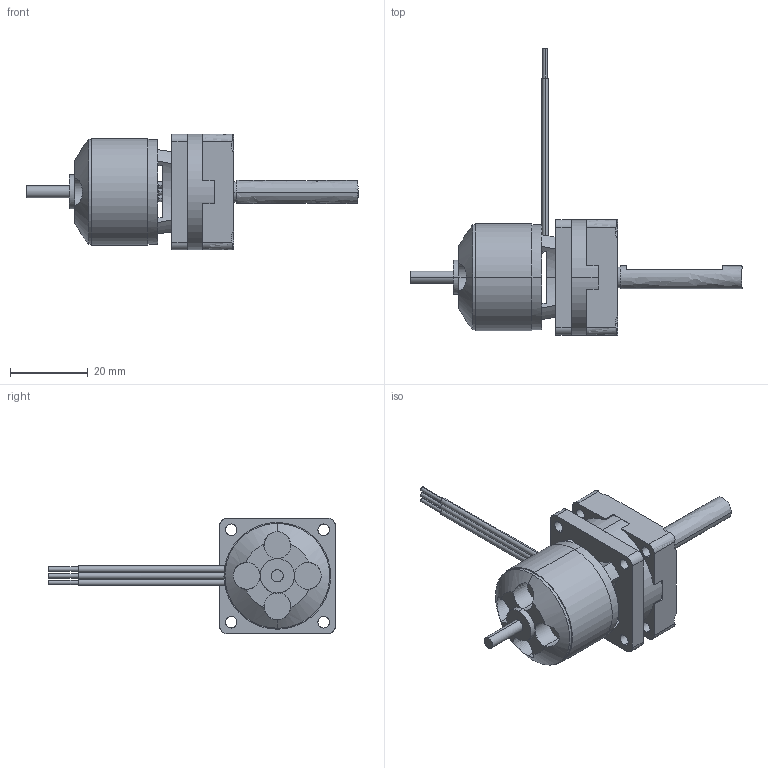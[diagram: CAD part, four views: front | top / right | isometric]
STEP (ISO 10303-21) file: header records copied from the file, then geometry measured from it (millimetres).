
FILE_DESCRIPTION(('FreeCAD Model'),'2;1');
FILE_NAME('Open CASCADE Shape Model','2025-05-02T21:40:21',('FreeCAD'),( 'FreeCAD'),'Open CASCADE STEP processor 7.6','FreeCAD','Unknown');
FILE_SCHEMA(('AUTOMOTIVE_DESIGN { 1 0 10303 214 1 1 1 1 }'));
Length unit declared in the file: millimetre
Products named in the file (1): Open CASCADE STEP translator 7.6 1
Bounding box: 85.24 x 73.57 x 29.69 mm (x, y, z)
Volume: 24199.4 mm3; surface area: 13785.9 mm2
Topology: 8 solids, 8 shells, 316 faces, 834 edges, 534 vertices
Faces by surface type: bspline 316
Entity records: 17861 total; most frequent: CARTESIAN_POINT 13329, ORIENTED_EDGE 1668, EDGE_CURVE 834, VERTEX_POINT 534, FACE_BOUND 366, EDGE_LOOP 366, B_SPLINE_CURVE_WITH_KNOTS 346, ADVANCED_FACE 316
